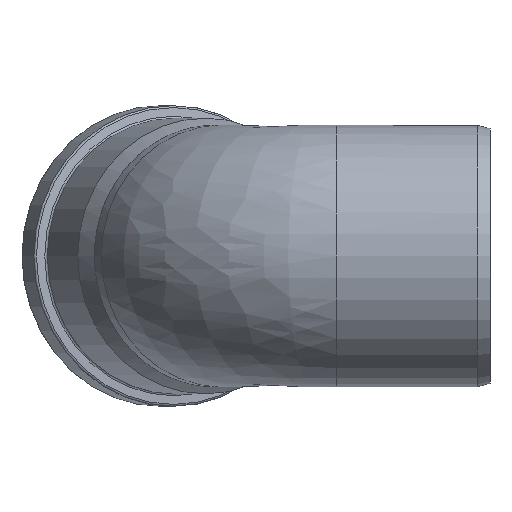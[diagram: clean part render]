
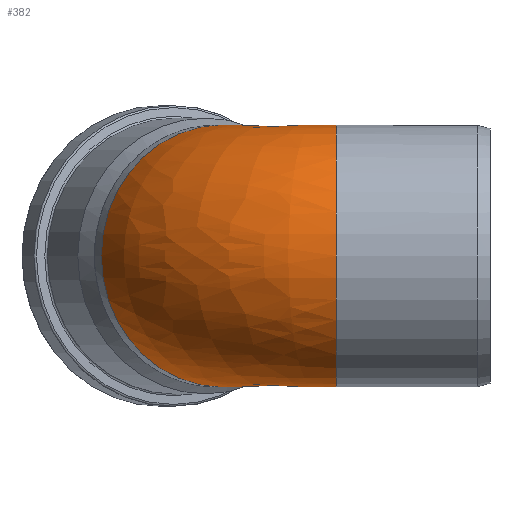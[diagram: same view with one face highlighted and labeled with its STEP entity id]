
A CAD part, left-side view. The second image highlights one B-rep face of the part: STEP entity #382.
In plain terms, the highlighted free-form (B-spline) face has degree [2, 2] with [9, 3] control points.
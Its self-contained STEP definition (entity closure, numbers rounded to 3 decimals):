
#81=CIRCLE('',#421,62.6);
#82=CIRCLE('',#422,62.6);
#116=(
BOUNDED_SURFACE()
B_SPLINE_SURFACE(2,2,((#689,#690,#691),(#692,#693,#694),(#695,#696,#697),
(#698,#699,#700),(#701,#702,#703),(#704,#705,#706),(#707,#708,#709),(#710,
#711,#712),(#713,#714,#715)),.UNSPECIFIED.,.F.,.F.,.F.)
B_SPLINE_SURFACE_WITH_KNOTS((3,2,2,2,3),(3,3),(-2.749,-1.374,
0.,1.374,2.749),(0.,1.178),
 .UNSPECIFIED.)
GEOMETRIC_REPRESENTATION_ITEM()
RATIONAL_B_SPLINE_SURFACE(((1.,0.831,1.),(0.773,
0.643,0.773),(1.,0.831,1.),(0.773,
0.643,0.773),(1.,0.831,1.),(0.773,
0.643,0.773),(1.,0.831,1.),(0.773,
0.643,0.773),(1.,0.831,1.)))
REPRESENTATION_ITEM('')
SURFACE()
);
#119=FACE_OUTER_BOUND('',#155,.T.);
#155=EDGE_LOOP('',(#306,#307,#308,#309));
#225=B_SPLINE_CURVE_WITH_KNOTS('',3,(#659,#660,#661,#662,#663,#664,#665,
#666,#667,#668,#669,#670,#671),.UNSPECIFIED.,.F.,.F.,(4,3,3,3,4),(-0.001,
0.054,0.081,0.107,0.162),
 .UNSPECIFIED.);
#226=B_SPLINE_CURVE_WITH_KNOTS('',3,(#675,#676,#677,#678,#679,#680,#681,
#682,#683,#684,#685,#686,#687),.UNSPECIFIED.,.F.,.F.,(4,3,3,3,4),(-0.001,
0.054,0.081,0.108,0.162),
 .UNSPECIFIED.);
#227=VERTEX_POINT('',#657);
#228=VERTEX_POINT('',#658);
#229=VERTEX_POINT('',#672);
#230=VERTEX_POINT('',#674);
#263=EDGE_CURVE('',#227,#228,#225,.T.);
#265=EDGE_CURVE('',#230,#229,#226,.T.);
#267=EDGE_CURVE('',#229,#227,#81,.T.);
#268=EDGE_CURVE('',#230,#228,#82,.T.);
#306=ORIENTED_EDGE('',*,*,#265,.T.);
#307=ORIENTED_EDGE('',*,*,#267,.T.);
#308=ORIENTED_EDGE('',*,*,#263,.T.);
#309=ORIENTED_EDGE('',*,*,#268,.F.);
#382=ADVANCED_FACE('',(#119),#116,.F.);
#421=AXIS2_PLACEMENT_3D('',#716,#495,#496);
#422=AXIS2_PLACEMENT_3D('',#717,#497,#498);
#495=DIRECTION('center_axis',(0.,1.,0.));
#496=DIRECTION('ref_axis',(1.,0.,0.));
#497=DIRECTION('center_axis',(0.924,0.383,0.));
#498=DIRECTION('ref_axis',(0.383,-0.924,0.));
#657=CARTESIAN_POINT('',(57.815,73.494,24.005));
#658=CARTESIAN_POINT('',(58.67,74.774,24.005));
#659=CARTESIAN_POINT('Ctrl Pts',(57.815,73.494,24.005));
#660=CARTESIAN_POINT('Ctrl Pts',(57.823,73.674,23.984));
#661=CARTESIAN_POINT('Ctrl Pts',(57.865,73.851,23.969));
#662=CARTESIAN_POINT('Ctrl Pts',(57.936,74.017,23.962));
#663=CARTESIAN_POINT('Ctrl Pts',(57.972,74.099,23.958));
#664=CARTESIAN_POINT('Ctrl Pts',(58.015,74.178,23.956));
#665=CARTESIAN_POINT('Ctrl Pts',(58.065,74.253,23.956));
#666=CARTESIAN_POINT('Ctrl Pts',(58.114,74.326,23.956));
#667=CARTESIAN_POINT('Ctrl Pts',(58.169,74.394,23.958));
#668=CARTESIAN_POINT('Ctrl Pts',(58.23,74.458,23.962));
#669=CARTESIAN_POINT('Ctrl Pts',(58.357,74.589,23.969));
#670=CARTESIAN_POINT('Ctrl Pts',(58.506,74.697,23.984));
#671=CARTESIAN_POINT('Ctrl Pts',(58.67,74.774,24.005));
#672=CARTESIAN_POINT('',(57.815,73.494,-24.005));
#674=CARTESIAN_POINT('',(58.67,74.774,-24.005));
#675=CARTESIAN_POINT('Ctrl Pts',(58.67,74.774,-24.005));
#676=CARTESIAN_POINT('Ctrl Pts',(58.506,74.697,-23.984));
#677=CARTESIAN_POINT('Ctrl Pts',(58.357,74.589,-23.969));
#678=CARTESIAN_POINT('Ctrl Pts',(58.23,74.458,-23.962));
#679=CARTESIAN_POINT('Ctrl Pts',(58.169,74.394,-23.958));
#680=CARTESIAN_POINT('Ctrl Pts',(58.114,74.326,-23.956));
#681=CARTESIAN_POINT('Ctrl Pts',(58.065,74.253,-23.956));
#682=CARTESIAN_POINT('Ctrl Pts',(58.015,74.178,-23.956));
#683=CARTESIAN_POINT('Ctrl Pts',(57.972,74.099,-23.958));
#684=CARTESIAN_POINT('Ctrl Pts',(57.936,74.017,-23.962));
#685=CARTESIAN_POINT('Ctrl Pts',(57.865,73.851,-23.969));
#686=CARTESIAN_POINT('Ctrl Pts',(57.823,73.674,-23.984));
#687=CARTESIAN_POINT('Ctrl Pts',(57.815,73.494,-24.005));
#689=CARTESIAN_POINT('Ctrl Pts',(57.835,73.494,23.955));
#690=CARTESIAN_POINT('Ctrl Pts',(57.835,74.406,23.955));
#691=CARTESIAN_POINT('Ctrl Pts',(58.678,74.755,23.955));
#692=CARTESIAN_POINT('Ctrl Pts',(38.176,73.494,71.419));
#693=CARTESIAN_POINT('Ctrl Pts',(38.176,87.542,71.419));
#694=CARTESIAN_POINT('Ctrl Pts',(51.155,92.918,71.419));
#695=CARTESIAN_POINT('Ctrl Pts',(-12.212,73.494,61.397));
#696=CARTESIAN_POINT('Ctrl Pts',(-12.212,121.21,61.397));
#697=CARTESIAN_POINT('Ctrl Pts',(31.872,139.47,61.397));
#698=CARTESIAN_POINT('Ctrl Pts',(-62.6,73.494,51.375));
#699=CARTESIAN_POINT('Ctrl Pts',(-62.6,154.878,51.375));
#700=CARTESIAN_POINT('Ctrl Pts',(12.589,186.023,51.375));
#701=CARTESIAN_POINT('Ctrl Pts',(-62.6,73.494,0.));
#702=CARTESIAN_POINT('Ctrl Pts',(-62.6,154.878,0.));
#703=CARTESIAN_POINT('Ctrl Pts',(12.589,186.023,0.));
#704=CARTESIAN_POINT('Ctrl Pts',(-62.6,73.494,-51.375));
#705=CARTESIAN_POINT('Ctrl Pts',(-62.6,154.878,-51.375));
#706=CARTESIAN_POINT('Ctrl Pts',(12.589,186.023,-51.375));
#707=CARTESIAN_POINT('Ctrl Pts',(-12.212,73.494,-61.397));
#708=CARTESIAN_POINT('Ctrl Pts',(-12.212,121.21,-61.397));
#709=CARTESIAN_POINT('Ctrl Pts',(31.872,139.47,-61.397));
#710=CARTESIAN_POINT('Ctrl Pts',(38.176,73.494,-71.419));
#711=CARTESIAN_POINT('Ctrl Pts',(38.176,87.542,-71.419));
#712=CARTESIAN_POINT('Ctrl Pts',(51.155,92.918,-71.419));
#713=CARTESIAN_POINT('Ctrl Pts',(57.835,73.494,-23.955));
#714=CARTESIAN_POINT('Ctrl Pts',(57.835,74.406,-23.955));
#715=CARTESIAN_POINT('Ctrl Pts',(58.678,74.755,-23.955));
#716=CARTESIAN_POINT('Origin',(0.,73.494,0.));
#717=CARTESIAN_POINT('Origin',(36.545,128.188,0.));
